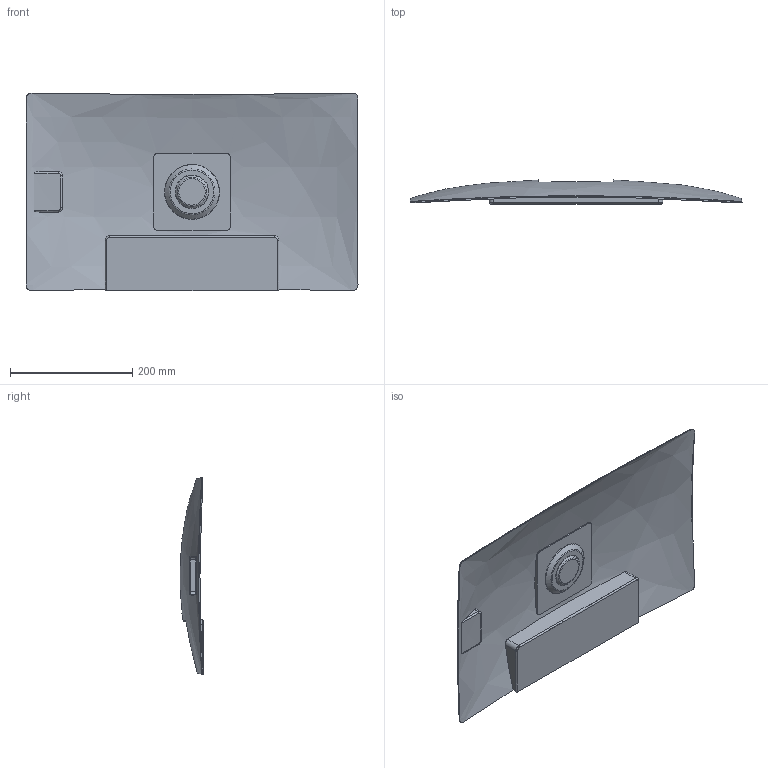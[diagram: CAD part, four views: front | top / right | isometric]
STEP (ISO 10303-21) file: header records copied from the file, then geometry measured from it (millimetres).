
FILE_DESCRIPTION (( 'STEP AP214' ), '1' );
FILE_NAME ('rc2_shell2.STEP', '2014-09-26T15:10:28', ( '' ), ( '' ), 'SwSTEP 2.0', 'SolidWorks 2014', '' );
FILE_SCHEMA (( 'AUTOMOTIVE_DESIGN' ));
Length unit declared in the file: millimetre
Products named in the file (1): rc2_shell2
Bounding box: 543.22 x 39.01 x 323.06 mm (x, y, z)
Volume: 382914.2 mm3; surface area: 386546.9 mm2
Topology: 1 solids, 1 shells, 125 faces, 315 edges, 200 vertices
Faces by surface type: bspline 62, plane 32, cylinder 19, torus 6, cone 4, sphere 2
Entity records: 19372 total; most frequent: CARTESIAN_POINT 16439, ORIENTED_EDGE 586, DIRECTION 311, EDGE_CURVE 293, VERTEX_POINT 190, B_SPLINE_CURVE_WITH_KNOTS 166, EDGE_LOOP 145, FACE_OUTER_BOUND 133
